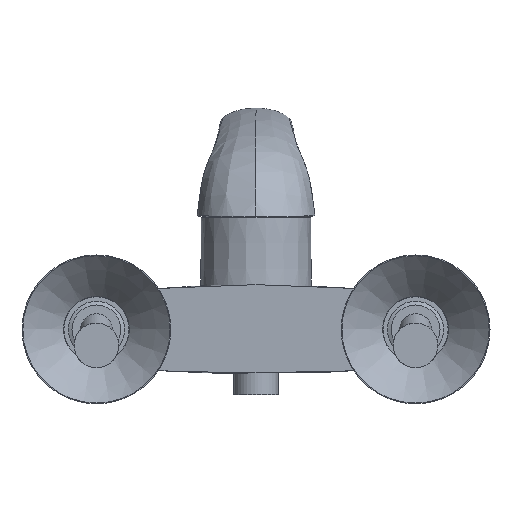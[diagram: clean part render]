
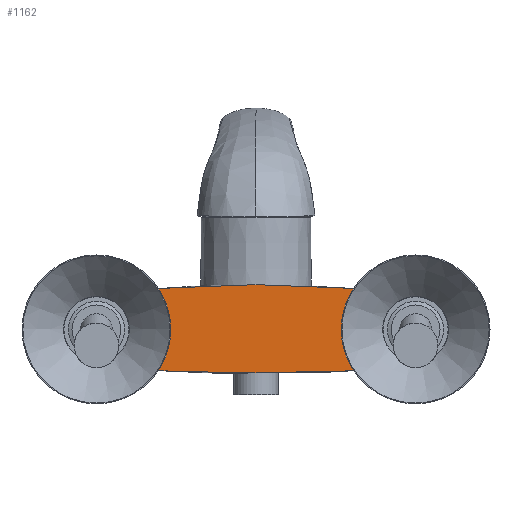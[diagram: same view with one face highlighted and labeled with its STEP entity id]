
A CAD part, left-side view. The second image highlights one B-rep face of the part: STEP entity #1162.
In plain terms, the highlighted free-form (B-spline) face has degree [3, 3] with [4, 4] control points.
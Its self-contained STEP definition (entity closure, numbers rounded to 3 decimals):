
#141=B_SPLINE_CURVE_WITH_KNOTS('',3,(#2536,#2537,#2538,#2539,#2540,#2541,
#2542,#2543,#2544,#2545,#2546,#2547,#2548,#2549,#2550,#2551),
 .UNSPECIFIED.,.F.,.F.,(4,1,1,1,1,1,1,1,1,1,1,1,1,4),(0.366,
0.378,0.39,0.402,0.415,
0.421,0.427,0.433,0.439,
0.445,0.451,0.454,0.457,
0.463),.UNSPECIFIED.);
#142=B_SPLINE_CURVE_WITH_KNOTS('',3,(#2554,#2555,#2556,#2557,#2558,#2559,
#2560,#2561,#2562,#2563,#2564,#2565,#2566,#2567,#2568,#2569,#2570,#2571,
#2572),.UNSPECIFIED.,.F.,.F.,(4,1,1,1,1,1,1,1,1,1,1,1,1,1,1,1,4),(0.454,
0.466,0.478,0.491,0.503,
0.509,0.516,0.522,0.528,
0.531,0.534,0.537,0.54,
0.543,0.546,0.55,0.553),
 .UNSPECIFIED.);
#143=B_SPLINE_CURVE_WITH_KNOTS('',3,(#2574,#2575,#2576,#2577,#2578,#2579,
#2580,#2581,#2582,#2583,#2584,#2585,#2586,#2587,#2588,#2589,#2590,#2591,
#2592),.UNSPECIFIED.,.F.,.F.,(4,1,1,1,1,1,1,1,1,1,1,1,1,1,1,1,4),(0.459,
0.472,0.484,0.497,0.509,
0.515,0.521,0.527,0.534,
0.537,0.54,0.543,0.546,
0.549,0.552,0.555,0.558),
 .UNSPECIFIED.);
#144=B_SPLINE_CURVE_WITH_KNOTS('',3,(#2594,#2595,#2596,#2597,#2598,#2599,
#2600,#2601,#2602,#2603,#2604,#2605,#2606,#2607,#2608,#2609,#2610,#2611),
 .UNSPECIFIED.,.F.,.F.,(4,1,1,1,1,1,1,1,1,1,1,1,1,1,1,4),(0.027,
0.03,0.033,0.036,0.039,
0.042,0.046,0.052,0.058,
0.064,0.07,0.077,0.089,
0.102,0.114,0.127),.UNSPECIFIED.);
#197=B_SPLINE_SURFACE_WITH_KNOTS('',3,3,((#2520,#2521,#2522,#2523),(#2524,
#2525,#2526,#2527),(#2528,#2529,#2530,#2531),(#2532,#2533,#2534,#2535)),
 .UNSPECIFIED.,.F.,.F.,.F.,(4,4),(4,4),(0.209,0.814),
(0.102,0.872),.UNSPECIFIED.);
#330=ORIENTED_EDGE('',*,*,#580,.T.);
#331=ORIENTED_EDGE('',*,*,#581,.T.);
#332=ORIENTED_EDGE('',*,*,#582,.T.);
#333=ORIENTED_EDGE('',*,*,#583,.T.);
#580=EDGE_CURVE('',#723,#724,#141,.T.);
#581=EDGE_CURVE('',#724,#725,#142,.F.);
#582=EDGE_CURVE('',#725,#726,#143,.T.);
#583=EDGE_CURVE('',#726,#723,#144,.T.);
#723=VERTEX_POINT('',#2552);
#724=VERTEX_POINT('',#2553);
#725=VERTEX_POINT('',#2573);
#726=VERTEX_POINT('',#2593);
#894=EDGE_LOOP('',(#330,#331,#332,#333));
#1013=FACE_BOUND('',#894,.T.);
#1162=ADVANCED_FACE('',(#1013),#197,.T.);
#2520=CARTESIAN_POINT('',(0.,-90.174,-20.649));
#2521=CARTESIAN_POINT('',(0.,-30.058,-20.649));
#2522=CARTESIAN_POINT('',(0.,30.058,-20.649));
#2523=CARTESIAN_POINT('',(0.,90.174,-20.649));
#2524=CARTESIAN_POINT('',(0.,-90.174,-6.671));
#2525=CARTESIAN_POINT('',(0.,-30.058,-6.671));
#2526=CARTESIAN_POINT('',(0.,30.058,-6.671));
#2527=CARTESIAN_POINT('',(0.,90.174,-6.671));
#2528=CARTESIAN_POINT('',(0.,-90.174,7.307));
#2529=CARTESIAN_POINT('',(0.,-30.058,7.307));
#2530=CARTESIAN_POINT('',(0.,30.058,7.307));
#2531=CARTESIAN_POINT('',(0.,90.174,7.307));
#2532=CARTESIAN_POINT('',(0.,-90.174,21.285));
#2533=CARTESIAN_POINT('',(0.,-30.058,21.285));
#2534=CARTESIAN_POINT('',(0.,30.058,21.285));
#2535=CARTESIAN_POINT('',(0.,90.174,21.285));
#2536=CARTESIAN_POINT('',(0.,0.,-20.4));
#2537=CARTESIAN_POINT('',(0.,-4.069,-20.396));
#2538=CARTESIAN_POINT('',(0.,-12.205,-20.308));
#2539=CARTESIAN_POINT('',(0.,-24.41,-20.191));
#2540=CARTESIAN_POINT('',(0.,-36.612,-19.906));
#2541=CARTESIAN_POINT('',(0.,-46.763,-19.359));
#2542=CARTESIAN_POINT('',(0.,-54.876,-18.706));
#2543=CARTESIAN_POINT('',(0.,-60.948,-18.131));
#2544=CARTESIAN_POINT('',(0.,-66.978,-17.357));
#2545=CARTESIAN_POINT('',(0.,-72.934,-16.207));
#2546=CARTESIAN_POINT('',(0.,-78.773,-14.451));
#2547=CARTESIAN_POINT('',(0.,-83.4,-11.84));
#2548=CARTESIAN_POINT('',(0.,-86.32,-8.829));
#2549=CARTESIAN_POINT('',(0.,-88.501,-5.247));
#2550=CARTESIAN_POINT('',(0.,-89.104,-2.095));
#2551=CARTESIAN_POINT('',(0.,-89.104,0.));
#2552=CARTESIAN_POINT('',(0.,0.,-20.4));
#2553=CARTESIAN_POINT('',(0.,-89.104,0.));
#2554=CARTESIAN_POINT('',(0.,0.,21.037));
#2555=CARTESIAN_POINT('',(0.,-4.123,21.037));
#2556=CARTESIAN_POINT('',(0.,-12.367,20.927));
#2557=CARTESIAN_POINT('',(0.,-24.731,20.523));
#2558=CARTESIAN_POINT('',(0.,-37.078,19.85));
#2559=CARTESIAN_POINT('',(0.,-47.354,19.091));
#2560=CARTESIAN_POINT('',(0.,-55.571,18.44));
#2561=CARTESIAN_POINT('',(0.,-61.732,17.912));
#2562=CARTESIAN_POINT('',(0.,-67.882,17.268));
#2563=CARTESIAN_POINT('',(0.,-72.976,16.551));
#2564=CARTESIAN_POINT('',(0.,-77.019,15.717));
#2565=CARTESIAN_POINT('',(0.,-79.991,14.835));
#2566=CARTESIAN_POINT('',(0.,-82.82,13.516));
#2567=CARTESIAN_POINT('',(0.,-85.201,11.518));
#2568=CARTESIAN_POINT('',(0.,-86.954,8.923));
#2569=CARTESIAN_POINT('',(0.,-88.351,6.177));
#2570=CARTESIAN_POINT('',(0.,-89.006,3.088));
#2571=CARTESIAN_POINT('',(0.,-89.104,1.037));
#2572=CARTESIAN_POINT('',(0.,-89.104,0.));
#2573=CARTESIAN_POINT('',(0.,0.,21.037));
#2574=CARTESIAN_POINT('',(0.,0.,21.037));
#2575=CARTESIAN_POINT('',(0.,4.128,21.037));
#2576=CARTESIAN_POINT('',(0.,12.38,20.926));
#2577=CARTESIAN_POINT('',(0.,24.756,20.522));
#2578=CARTESIAN_POINT('',(0.,37.116,19.847));
#2579=CARTESIAN_POINT('',(0.,47.401,19.088));
#2580=CARTESIAN_POINT('',(0.,55.626,18.435));
#2581=CARTESIAN_POINT('',(0.,61.793,17.907));
#2582=CARTESIAN_POINT('',(0.,67.951,17.26));
#2583=CARTESIAN_POINT('',(0.,73.056,16.538));
#2584=CARTESIAN_POINT('',(0.,77.102,15.697));
#2585=CARTESIAN_POINT('',(0.,80.065,14.806));
#2586=CARTESIAN_POINT('',(0.,82.877,13.483));
#2587=CARTESIAN_POINT('',(0.,85.259,11.448));
#2588=CARTESIAN_POINT('',(0.,86.987,8.867));
#2589=CARTESIAN_POINT('',(0.,88.373,6.113));
#2590=CARTESIAN_POINT('',(0.,89.009,3.046));
#2591=CARTESIAN_POINT('',(0.,89.104,1.019));
#2592=CARTESIAN_POINT('',(0.,89.104,0.));
#2593=CARTESIAN_POINT('',(0.,89.104,0.));
#2594=CARTESIAN_POINT('',(0.,89.104,0.));
#2595=CARTESIAN_POINT('',(0.,89.104,-1.037));
#2596=CARTESIAN_POINT('',(0.,88.922,-3.078));
#2597=CARTESIAN_POINT('',(0.,87.985,-6.067));
#2598=CARTESIAN_POINT('',(0.,86.407,-8.712));
#2599=CARTESIAN_POINT('',(0.,84.259,-10.975));
#2600=CARTESIAN_POINT('',(0.,81.725,-12.784));
#2601=CARTESIAN_POINT('',(0.,78.074,-14.634));
#2602=CARTESIAN_POINT('',(0.,73.133,-16.166));
#2603=CARTESIAN_POINT('',(0.,67.138,-17.332));
#2604=CARTESIAN_POINT('',(0.,61.083,-18.117));
#2605=CARTESIAN_POINT('',(0.,55.002,-18.695));
#2606=CARTESIAN_POINT('',(0.,46.876,-19.351));
#2607=CARTESIAN_POINT('',(0.,36.692,-19.903));
#2608=CARTESIAN_POINT('',(0.,24.466,-20.19));
#2609=CARTESIAN_POINT('',(0.,12.233,-20.308));
#2610=CARTESIAN_POINT('',(0.,4.078,-20.396));
#2611=CARTESIAN_POINT('',(0.,0.,-20.4));
